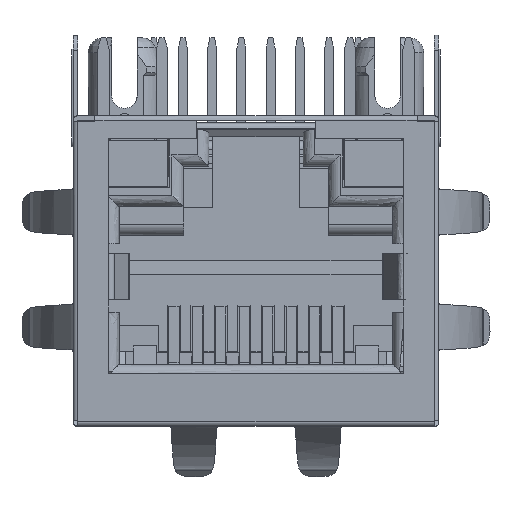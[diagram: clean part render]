
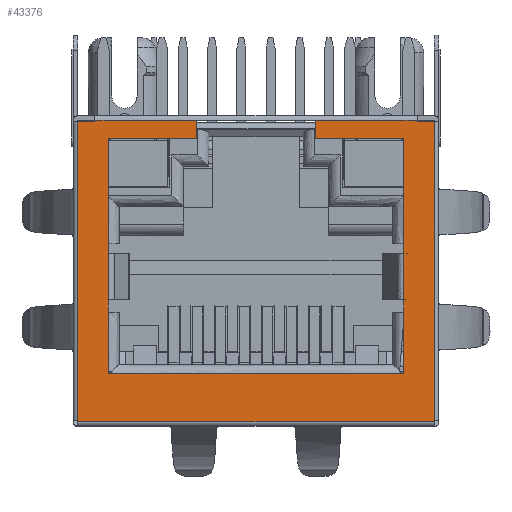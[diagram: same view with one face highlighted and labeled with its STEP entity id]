
A CAD part, front view. The second image highlights one B-rep face of the part: STEP entity #43376.
In plain terms, the highlighted planar face has unit normal (0, 1, 0).
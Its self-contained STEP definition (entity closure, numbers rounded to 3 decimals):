
#43289=AXIS2_PLACEMENT_3D('Plane Axis2P3D',#43286,#43287,#43288) ;
#16692=CARTESIAN_POINT('Vertex',(-0.555,-20.9,-5.7)) ;
#16695=CARTESIAN_POINT('Line Origine',(-0.573,-20.9,-5.7)) ;
#16699=CARTESIAN_POINT('Vertex',(-0.59,-20.9,-5.7)) ;
#16887=CARTESIAN_POINT('Vertex',(-0.59,-20.9,-7.7)) ;
#16890=CARTESIAN_POINT('Line Origine',(-0.572,-20.9,-7.7)) ;
#16894=CARTESIAN_POINT('Vertex',(-0.555,-20.9,-7.7)) ;
#17050=CARTESIAN_POINT('Vertex',(-13.415,-20.9,-7.7)) ;
#17053=CARTESIAN_POINT('Line Origine',(-13.398,-20.9,-7.7)) ;
#17057=CARTESIAN_POINT('Vertex',(-13.38,-20.9,-7.7)) ;
#17312=CARTESIAN_POINT('Vertex',(-13.38,-20.9,-5.7)) ;
#17315=CARTESIAN_POINT('Line Origine',(-13.398,-20.9,-5.7)) ;
#17319=CARTESIAN_POINT('Vertex',(-13.415,-20.9,-5.7)) ;
#17444=CARTESIAN_POINT('Control Point',(-0.59,-20.9,-5.7)) ;
#17445=CARTESIAN_POINT('Control Point',(-0.59,-20.9,-7.7)) ;
#17530=CARTESIAN_POINT('Control Point',(-13.38,-20.9,-7.7)) ;
#17531=CARTESIAN_POINT('Control Point',(-13.38,-20.9,-5.7)) ;
#23175=CARTESIAN_POINT('Vertex',(0.765,-20.9,0.05)) ;
#23178=CARTESIAN_POINT('Line Origine',(0.39,-20.9,0.05)) ;
#23182=CARTESIAN_POINT('Vertex',(0.015,-20.9,0.05)) ;
#23627=CARTESIAN_POINT('Vertex',(0.765,-20.9,-12.95)) ;
#23667=CARTESIAN_POINT('Control Point',(0.765,-20.9,0.05)) ;
#23668=CARTESIAN_POINT('Control Point',(0.765,-20.9,-12.95)) ;
#25031=CARTESIAN_POINT('Vertex',(0.015,-20.9,0.1)) ;
#25037=CARTESIAN_POINT('Control Point',(-4.4,-20.9,0.1)) ;
#25038=CARTESIAN_POINT('Control Point',(0.015,-20.9,0.1)) ;
#25039=CARTESIAN_POINT('Vertex',(-4.4,-20.9,0.1)) ;
#25045=CARTESIAN_POINT('Vertex',(-9.565,-20.9,0.1)) ;
#25049=CARTESIAN_POINT('Control Point',(-13.985,-20.9,0.1)) ;
#25050=CARTESIAN_POINT('Control Point',(-9.565,-20.9,0.1)) ;
#25051=CARTESIAN_POINT('Vertex',(-13.985,-20.9,0.1)) ;
#25108=CARTESIAN_POINT('Vertex',(-14.735,-20.9,0.05)) ;
#25112=CARTESIAN_POINT('Control Point',(-14.735,-20.9,-12.95)) ;
#25113=CARTESIAN_POINT('Control Point',(-14.735,-20.9,0.05)) ;
#25114=CARTESIAN_POINT('Vertex',(-14.735,-20.9,-12.95)) ;
#25149=CARTESIAN_POINT('Vertex',(-14.735,-20.9,-13.)) ;
#25155=CARTESIAN_POINT('Control Point',(0.765,-20.9,-13.)) ;
#25156=CARTESIAN_POINT('Control Point',(-14.735,-20.9,-13.)) ;
#25157=CARTESIAN_POINT('Vertex',(0.765,-20.9,-13.)) ;
#38729=CARTESIAN_POINT('Line Origine',(0.015,-20.9,0.075)) ;
#38761=CARTESIAN_POINT('Line Origine',(0.765,-20.9,-12.975)) ;
#38793=CARTESIAN_POINT('Line Origine',(-14.735,-20.9,-12.975)) ;
#38824=CARTESIAN_POINT('Vertex',(-13.985,-20.9,0.05)) ;
#38827=CARTESIAN_POINT('Line Origine',(-14.36,-20.9,0.05)) ;
#38855=CARTESIAN_POINT('Line Origine',(-13.985,-20.9,0.075)) ;
#43286=CARTESIAN_POINT('Axis2P3D Location',(0.765,-20.9,0.1)) ;
#43291=CARTESIAN_POINT('Line Origine',(-9.565,-20.9,-0.3)) ;
#43295=CARTESIAN_POINT('Vertex',(-9.565,-20.9,-0.7)) ;
#43298=CARTESIAN_POINT('Line Origine',(-11.49,-20.9,-0.7)) ;
#43302=CARTESIAN_POINT('Vertex',(-13.415,-20.9,-0.7)) ;
#43305=CARTESIAN_POINT('Line Origine',(-13.415,-20.9,-3.2)) ;
#43310=CARTESIAN_POINT('Line Origine',(-13.415,-20.9,-9.3)) ;
#43314=CARTESIAN_POINT('Vertex',(-13.415,-20.9,-10.9)) ;
#43317=CARTESIAN_POINT('Line Origine',(-6.985,-20.9,-10.9)) ;
#43321=CARTESIAN_POINT('Vertex',(-0.555,-20.9,-10.9)) ;
#43324=CARTESIAN_POINT('Line Origine',(-0.555,-20.9,-9.3)) ;
#43329=CARTESIAN_POINT('Line Origine',(-0.555,-20.9,-3.2)) ;
#43333=CARTESIAN_POINT('Vertex',(-0.555,-20.9,-0.7)) ;
#43336=CARTESIAN_POINT('Line Origine',(-2.478,-20.9,-0.7)) ;
#43340=CARTESIAN_POINT('Vertex',(-4.4,-20.9,-0.7)) ;
#43343=CARTESIAN_POINT('Line Origine',(-4.4,-20.9,-0.3)) ;
#16696=DIRECTION('Vector Direction',(1.,0.,0.)) ;
#16891=DIRECTION('Vector Direction',(-1.,0.,0.)) ;
#17054=DIRECTION('Vector Direction',(-1.,0.,0.)) ;
#17316=DIRECTION('Vector Direction',(1.,0.,0.)) ;
#23179=DIRECTION('Vector Direction',(-1.,0.,0.)) ;
#38730=DIRECTION('Vector Direction',(0.,0.,1.)) ;
#38762=DIRECTION('Vector Direction',(0.,0.,1.)) ;
#38794=DIRECTION('Vector Direction',(0.,0.,-1.)) ;
#38828=DIRECTION('Vector Direction',(-1.,0.,0.)) ;
#38856=DIRECTION('Vector Direction',(0.,0.,-1.)) ;
#43287=DIRECTION('Axis2P3D Direction',(0.,-1.,0.)) ;
#43288=DIRECTION('Axis2P3D XDirection',(-1.,0.,0.)) ;
#43292=DIRECTION('Vector Direction',(0.,0.,1.)) ;
#43299=DIRECTION('Vector Direction',(1.,0.,0.)) ;
#43306=DIRECTION('Vector Direction',(0.,0.,1.)) ;
#43311=DIRECTION('Vector Direction',(0.,0.,1.)) ;
#43318=DIRECTION('Vector Direction',(-1.,0.,0.)) ;
#43325=DIRECTION('Vector Direction',(0.,0.,-1.)) ;
#43330=DIRECTION('Vector Direction',(0.,0.,-1.)) ;
#43337=DIRECTION('Vector Direction',(1.,0.,0.)) ;
#43344=DIRECTION('Vector Direction',(0.,0.,-1.)) ;
#16697=VECTOR('Line Direction',#16696,1.) ;
#16892=VECTOR('Line Direction',#16891,1.) ;
#17055=VECTOR('Line Direction',#17054,1.) ;
#17317=VECTOR('Line Direction',#17316,1.) ;
#23180=VECTOR('Line Direction',#23179,1.) ;
#38731=VECTOR('Line Direction',#38730,1.) ;
#38763=VECTOR('Line Direction',#38762,1.) ;
#38795=VECTOR('Line Direction',#38794,1.) ;
#38829=VECTOR('Line Direction',#38828,1.) ;
#38857=VECTOR('Line Direction',#38856,1.) ;
#43293=VECTOR('Line Direction',#43292,1.) ;
#43300=VECTOR('Line Direction',#43299,1.) ;
#43307=VECTOR('Line Direction',#43306,1.) ;
#43312=VECTOR('Line Direction',#43311,1.) ;
#43319=VECTOR('Line Direction',#43318,1.) ;
#43326=VECTOR('Line Direction',#43325,1.) ;
#43331=VECTOR('Line Direction',#43330,1.) ;
#43338=VECTOR('Line Direction',#43337,1.) ;
#43345=VECTOR('Line Direction',#43344,1.) ;
#43349=ORIENTED_EDGE('',*,*,#38765,.F.) ;
#43350=ORIENTED_EDGE('',*,*,#25159,.T.) ;
#43351=ORIENTED_EDGE('',*,*,#38797,.F.) ;
#43352=ORIENTED_EDGE('',*,*,#25116,.T.) ;
#43353=ORIENTED_EDGE('',*,*,#38831,.F.) ;
#43354=ORIENTED_EDGE('',*,*,#38859,.F.) ;
#43355=ORIENTED_EDGE('',*,*,#25053,.T.) ;
#43356=ORIENTED_EDGE('',*,*,#43297,.F.) ;
#43357=ORIENTED_EDGE('',*,*,#43304,.F.) ;
#43358=ORIENTED_EDGE('',*,*,#43309,.F.) ;
#43359=ORIENTED_EDGE('',*,*,#17321,.T.) ;
#43360=ORIENTED_EDGE('',*,*,#17532,.T.) ;
#43361=ORIENTED_EDGE('',*,*,#17059,.T.) ;
#43362=ORIENTED_EDGE('',*,*,#43316,.F.) ;
#43363=ORIENTED_EDGE('',*,*,#43323,.F.) ;
#43364=ORIENTED_EDGE('',*,*,#43328,.F.) ;
#43365=ORIENTED_EDGE('',*,*,#16896,.T.) ;
#43366=ORIENTED_EDGE('',*,*,#17446,.T.) ;
#43367=ORIENTED_EDGE('',*,*,#16701,.T.) ;
#43368=ORIENTED_EDGE('',*,*,#43335,.F.) ;
#43369=ORIENTED_EDGE('',*,*,#43342,.F.) ;
#43370=ORIENTED_EDGE('',*,*,#43347,.F.) ;
#43371=ORIENTED_EDGE('',*,*,#25041,.T.) ;
#43372=ORIENTED_EDGE('',*,*,#38733,.F.) ;
#43373=ORIENTED_EDGE('',*,*,#23184,.F.) ;
#43374=ORIENTED_EDGE('',*,*,#23669,.T.) ;
#43376=ADVANCED_FACE('CLOSED_SHELL #8129',(#43375),#43290,.F.) ;
#17443=B_SPLINE_CURVE_WITH_KNOTS('',1,(#17444,#17445),.UNSPECIFIED.,.F.,.U.,(2,2),(0.,2.),.UNSPECIFIED.) ;
#17529=B_SPLINE_CURVE_WITH_KNOTS('',1,(#17530,#17531),.UNSPECIFIED.,.F.,.U.,(2,2),(0.,2.),.UNSPECIFIED.) ;
#23666=B_SPLINE_CURVE_WITH_KNOTS('',1,(#23667,#23668),.UNSPECIFIED.,.F.,.U.,(2,2),(0.,13.),.UNSPECIFIED.) ;
#25036=B_SPLINE_CURVE_WITH_KNOTS('',1,(#25037,#25038),.UNSPECIFIED.,.F.,.U.,(2,2),(9.585,14.),.UNSPECIFIED.) ;
#25048=B_SPLINE_CURVE_WITH_KNOTS('',1,(#25049,#25050),.UNSPECIFIED.,.F.,.U.,(2,2),(0.,4.42),.UNSPECIFIED.) ;
#25111=B_SPLINE_CURVE_WITH_KNOTS('',1,(#25112,#25113),.UNSPECIFIED.,.F.,.U.,(2,2),(0.,13.),.UNSPECIFIED.) ;
#25154=B_SPLINE_CURVE_WITH_KNOTS('',1,(#25155,#25156),.UNSPECIFIED.,.F.,.U.,(2,2),(0.,15.5),.UNSPECIFIED.) ;
#16701=EDGE_CURVE('',#16700,#16693,#16698,.T.) ;
#16896=EDGE_CURVE('',#16895,#16888,#16893,.T.) ;
#17059=EDGE_CURVE('',#17058,#17051,#17056,.T.) ;
#17321=EDGE_CURVE('',#17320,#17313,#17318,.T.) ;
#17446=EDGE_CURVE('',#16888,#16700,#17443,.F.) ;
#17532=EDGE_CURVE('',#17313,#17058,#17529,.F.) ;
#23184=EDGE_CURVE('',#23176,#23183,#23181,.T.) ;
#23669=EDGE_CURVE('',#23176,#23628,#23666,.T.) ;
#25041=EDGE_CURVE('',#25040,#25032,#25036,.T.) ;
#25053=EDGE_CURVE('',#25052,#25046,#25048,.T.) ;
#25116=EDGE_CURVE('',#25115,#25109,#25111,.T.) ;
#25159=EDGE_CURVE('',#25158,#25150,#25154,.T.) ;
#38733=EDGE_CURVE('',#23183,#25032,#38732,.T.) ;
#38765=EDGE_CURVE('',#25158,#23628,#38764,.T.) ;
#38797=EDGE_CURVE('',#25115,#25150,#38796,.T.) ;
#38831=EDGE_CURVE('',#38825,#25109,#38830,.T.) ;
#38859=EDGE_CURVE('',#25052,#38825,#38858,.T.) ;
#43297=EDGE_CURVE('',#43296,#25046,#43294,.T.) ;
#43304=EDGE_CURVE('',#43303,#43296,#43301,.T.) ;
#43309=EDGE_CURVE('',#17320,#43303,#43308,.T.) ;
#43316=EDGE_CURVE('',#43315,#17051,#43313,.T.) ;
#43323=EDGE_CURVE('',#43322,#43315,#43320,.T.) ;
#43328=EDGE_CURVE('',#16895,#43322,#43327,.T.) ;
#43335=EDGE_CURVE('',#43334,#16693,#43332,.T.) ;
#43342=EDGE_CURVE('',#43341,#43334,#43339,.T.) ;
#43347=EDGE_CURVE('',#25040,#43341,#43346,.T.) ;
#43348=EDGE_LOOP('',(#43349,#43350,#43351,#43352,#43353,#43354,#43355,#43356,#43357,#43358,#43359,#43360,#43361,#43362,#43363,#43364,#43365,#43366,#43367,#43368,#43369,#43370,#43371,#43372,#43373,#43374)) ;
#43375=FACE_OUTER_BOUND('',#43348,.T.) ;
#16698=LINE('Line',#16695,#16697) ;
#16893=LINE('Line',#16890,#16892) ;
#17056=LINE('Line',#17053,#17055) ;
#17318=LINE('Line',#17315,#17317) ;
#23181=LINE('Line',#23178,#23180) ;
#38732=LINE('Line',#38729,#38731) ;
#38764=LINE('Line',#38761,#38763) ;
#38796=LINE('Line',#38793,#38795) ;
#38830=LINE('Line',#38827,#38829) ;
#38858=LINE('Line',#38855,#38857) ;
#43294=LINE('Line',#43291,#43293) ;
#43301=LINE('Line',#43298,#43300) ;
#43308=LINE('Line',#43305,#43307) ;
#43313=LINE('Line',#43310,#43312) ;
#43320=LINE('Line',#43317,#43319) ;
#43327=LINE('Line',#43324,#43326) ;
#43332=LINE('Line',#43329,#43331) ;
#43339=LINE('Line',#43336,#43338) ;
#43346=LINE('Line',#43343,#43345) ;
#43290=PLANE('',#43289) ;
#16693=VERTEX_POINT('',#16692) ;
#16700=VERTEX_POINT('',#16699) ;
#16888=VERTEX_POINT('',#16887) ;
#16895=VERTEX_POINT('',#16894) ;
#17051=VERTEX_POINT('',#17050) ;
#17058=VERTEX_POINT('',#17057) ;
#17313=VERTEX_POINT('',#17312) ;
#17320=VERTEX_POINT('',#17319) ;
#23176=VERTEX_POINT('',#23175) ;
#23183=VERTEX_POINT('',#23182) ;
#23628=VERTEX_POINT('',#23627) ;
#25032=VERTEX_POINT('',#25031) ;
#25040=VERTEX_POINT('',#25039) ;
#25046=VERTEX_POINT('',#25045) ;
#25052=VERTEX_POINT('',#25051) ;
#25109=VERTEX_POINT('',#25108) ;
#25115=VERTEX_POINT('',#25114) ;
#25150=VERTEX_POINT('',#25149) ;
#25158=VERTEX_POINT('',#25157) ;
#38825=VERTEX_POINT('',#38824) ;
#43296=VERTEX_POINT('',#43295) ;
#43303=VERTEX_POINT('',#43302) ;
#43315=VERTEX_POINT('',#43314) ;
#43322=VERTEX_POINT('',#43321) ;
#43334=VERTEX_POINT('',#43333) ;
#43341=VERTEX_POINT('',#43340) ;
